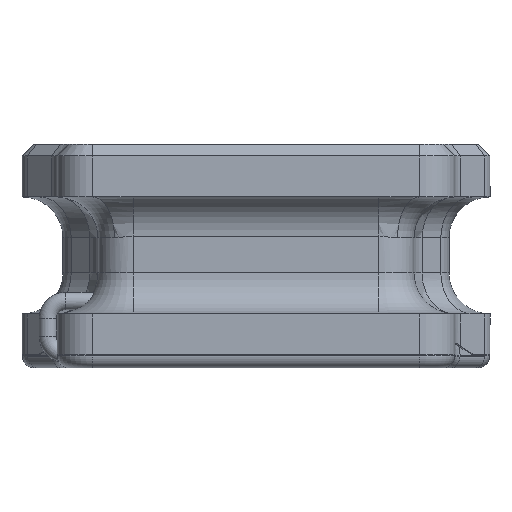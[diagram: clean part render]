
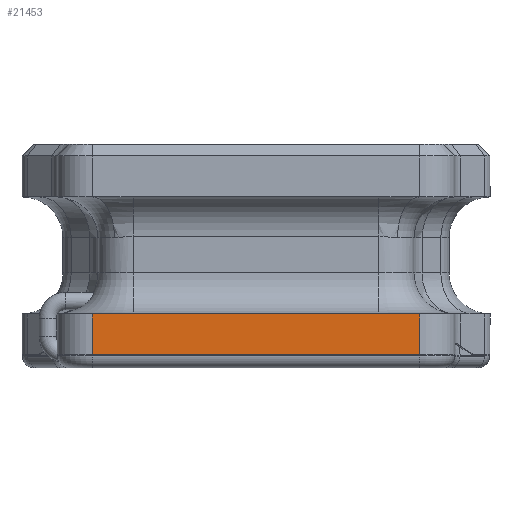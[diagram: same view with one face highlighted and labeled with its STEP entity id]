
A CAD part, left-side view. The second image highlights one B-rep face of the part: STEP entity #21453.
In plain terms, the highlighted planar face has unit normal (-1, 0, 0).
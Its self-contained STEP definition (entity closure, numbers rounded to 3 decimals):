
#60 = AXIS2_PLACEMENT_3D ( 'NONE', #3700, #22425, #19016 ) ;
#385 = ORIENTED_EDGE ( 'NONE', *, *, #13747, .T. ) ;
#392 = DIRECTION ( 'NONE',  ( 0., 1., 0. ) ) ;
#660 = VECTOR ( 'NONE', #392, 1000. ) ;
#791 = VECTOR ( 'NONE', #16694, 1000. ) ;
#1534 = CARTESIAN_POINT ( 'NONE',  ( -2., 1.4, 0.46 ) ) ;
#1769 = EDGE_CURVE ( 'NONE', #16798, #24314, #15791, .T. ) ;
#1888 = LINE ( 'NONE', #17058, #12294 ) ;
#2323 = EDGE_CURVE ( 'NONE', #24314, #18745, #22637, .T. ) ;
#3199 = VERTEX_POINT ( 'NONE', #5608 ) ;
#3360 = VERTEX_POINT ( 'NONE', #12729 ) ;
#3700 = CARTESIAN_POINT ( 'NONE',  ( -2., 2., 1.91 ) ) ;
#4262 = LINE ( 'NONE', #23222, #7414 ) ;
#4649 = ORIENTED_EDGE ( 'NONE', *, *, #21652, .T. ) ;
#4704 = CARTESIAN_POINT ( 'NONE',  ( -2., 1.4, 1.91 ) ) ;
#5439 = PLANE ( 'NONE',  #60 ) ;
#5608 = CARTESIAN_POINT ( 'NONE',  ( -2., -1.05, 0.46 ) ) ;
#5689 = EDGE_CURVE ( 'NONE', #11645, #16798, #19132, .T. ) ;
#5926 = CARTESIAN_POINT ( 'NONE',  ( -2., -1.4, 0.11 ) ) ;
#6433 = ORIENTED_EDGE ( 'NONE', *, *, #1769, .T. ) ;
#7250 = EDGE_LOOP ( 'NONE', ( #6433, #8713, #4649, #385, #21457, #18179 ) ) ;
#7414 = VECTOR ( 'NONE', #19720, 1000. ) ;
#8713 = ORIENTED_EDGE ( 'NONE', *, *, #2323, .T. ) ;
#9817 = CARTESIAN_POINT ( 'NONE',  ( -2., 1.05, 0.46 ) ) ;
#9831 = CARTESIAN_POINT ( 'NONE',  ( -2., 1.4, 0.11 ) ) ;
#11345 = CARTESIAN_POINT ( 'NONE',  ( -2., -1.7, 0.46 ) ) ;
#11354 = FACE_OUTER_BOUND ( 'NONE', #7250, .T. ) ;
#11645 = VERTEX_POINT ( 'NONE', #9817 ) ;
#11767 = VECTOR ( 'NONE', #19946, 1000. ) ;
#12294 = VECTOR ( 'NONE', #22937, 1000. ) ;
#12729 = CARTESIAN_POINT ( 'NONE',  ( -2., -1.4, 0.46 ) ) ;
#13747 = EDGE_CURVE ( 'NONE', #3360, #3199, #4262, .T. ) ;
#14196 = EDGE_CURVE ( 'NONE', #3199, #11645, #20238, .T. ) ;
#14543 = CARTESIAN_POINT ( 'NONE',  ( -2., -1.7, 0.46 ) ) ;
#15791 = LINE ( 'NONE', #4704, #11767 ) ;
#16694 = DIRECTION ( 'NONE',  ( 0., 1., 0. ) ) ;
#16798 = VERTEX_POINT ( 'NONE', #1534 ) ;
#17058 = CARTESIAN_POINT ( 'NONE',  ( -2., -1.4, 1.91 ) ) ;
#18179 = ORIENTED_EDGE ( 'NONE', *, *, #5689, .T. ) ;
#18745 = VERTEX_POINT ( 'NONE', #5926 ) ;
#18967 = DIRECTION ( 'NONE',  ( 0., -1., 0. ) ) ;
#19016 = DIRECTION ( 'NONE',  ( 0., 1., 0. ) ) ;
#19132 = LINE ( 'NONE', #11345, #660 ) ;
#19423 = VECTOR ( 'NONE', #18967, 1000. ) ;
#19720 = DIRECTION ( 'NONE',  ( 0., 1., 0. ) ) ;
#19946 = DIRECTION ( 'NONE',  ( 0., 0., -1. ) ) ;
#20238 = LINE ( 'NONE', #14543, #791 ) ;
#21453 = ADVANCED_FACE ( 'NONE', ( #11354 ), #5439, .F. ) ;
#21457 = ORIENTED_EDGE ( 'NONE', *, *, #14196, .T. ) ;
#21652 = EDGE_CURVE ( 'NONE', #18745, #3360, #1888, .T. ) ;
#22425 = DIRECTION ( 'NONE',  ( 1., 0., 0. ) ) ;
#22637 = LINE ( 'NONE', #22863, #19423 ) ;
#22863 = CARTESIAN_POINT ( 'NONE',  ( -2., 2., 0.11 ) ) ;
#22937 = DIRECTION ( 'NONE',  ( 0., 0., 1. ) ) ;
#23222 = CARTESIAN_POINT ( 'NONE',  ( -2., -1.7, 0.46 ) ) ;
#24314 = VERTEX_POINT ( 'NONE', #9831 ) ;
